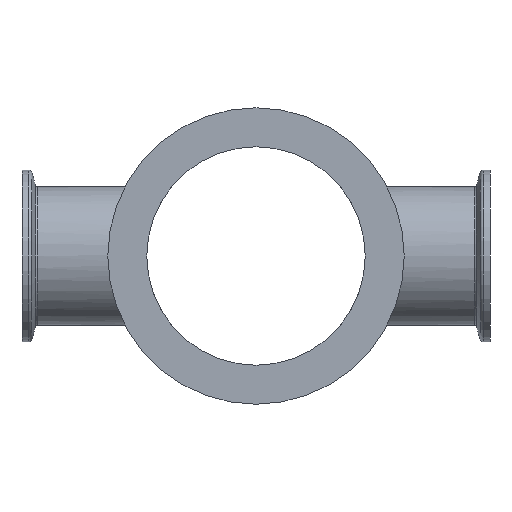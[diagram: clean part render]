
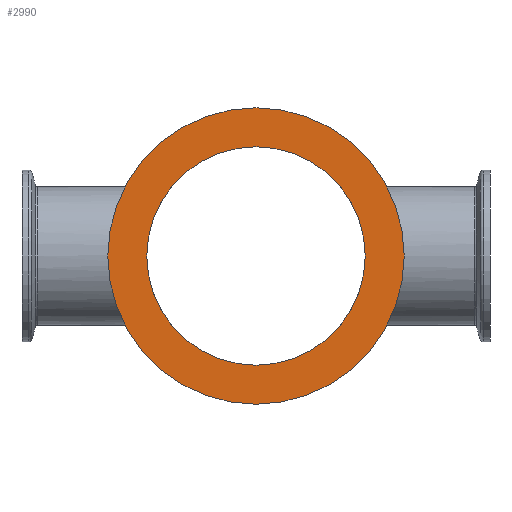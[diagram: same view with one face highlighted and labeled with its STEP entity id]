
A CAD part, left-side view. The second image highlights one B-rep face of the part: STEP entity #2990.
In plain terms, the highlighted planar face has unit normal (-1, 0, 0).
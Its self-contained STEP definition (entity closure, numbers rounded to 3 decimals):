
#5 = CARTESIAN_POINT ( 'NONE',  ( -6., 0., 35. ) ) ;
#18 = FACE_BOUND ( 'NONE', #4044, .T. ) ;
#112 = FACE_OUTER_BOUND ( 'NONE', #4032, .T. ) ;
#283 = VERTEX_POINT ( 'NONE', #5 ) ;
#561 = ORIENTED_EDGE ( 'NONE', *, *, #2790, .T. ) ;
#1040 = CIRCLE ( 'NONE', #2312, 47.5 ) ;
#1054 = ORIENTED_EDGE ( 'NONE', *, *, #3432, .T. ) ;
#1265 = CARTESIAN_POINT ( 'NONE',  ( -6., 0., 47.5 ) ) ;
#1396 = CIRCLE ( 'NONE', #1507, 47.5 ) ;
#1444 = CIRCLE ( 'NONE', #1500, 35. ) ;
#1500 = AXIS2_PLACEMENT_3D ( 'NONE', #2664, #2662, #4036 ) ;
#1507 = AXIS2_PLACEMENT_3D ( 'NONE', #2686, #2684, #2683 ) ;
#1671 = CARTESIAN_POINT ( 'NONE',  ( -6., 0., -35. ) ) ;
#2312 = AXIS2_PLACEMENT_3D ( 'NONE', #3266, #3262, #3272 ) ;
#2573 = DIRECTION ( 'NONE',  ( 0., 0., -1. ) ) ;
#2578 = AXIS2_PLACEMENT_3D ( 'NONE', #2582, #2581, #2573 ) ;
#2581 = DIRECTION ( 'NONE',  ( 1., 0., 0. ) ) ;
#2582 = CARTESIAN_POINT ( 'NONE',  ( -6., 35., 0. ) ) ;
#2598 = AXIS2_PLACEMENT_3D ( 'NONE', #3039, #3048, #3052 ) ;
#2622 = PLANE ( 'NONE',  #2578 ) ;
#2662 = DIRECTION ( 'NONE',  ( -1., 0., 0. ) ) ;
#2664 = CARTESIAN_POINT ( 'NONE',  ( -6., 0., 0. ) ) ;
#2683 = DIRECTION ( 'NONE',  ( 0., 0., 1. ) ) ;
#2684 = DIRECTION ( 'NONE',  ( -1., 0., 0. ) ) ;
#2686 = CARTESIAN_POINT ( 'NONE',  ( -6., 0., 0. ) ) ;
#2710 = CARTESIAN_POINT ( 'NONE',  ( -6., 0., -47.5 ) ) ;
#2729 = EDGE_CURVE ( 'NONE', #3058, #283, #2798, .T. ) ;
#2790 = EDGE_CURVE ( 'NONE', #3787, #2984, #1040, .T. ) ;
#2798 = CIRCLE ( 'NONE', #2598, 35. ) ;
#2984 = VERTEX_POINT ( 'NONE', #2710 ) ;
#2990 = ADVANCED_FACE ( 'NONE', ( #18, #112 ), #2622, .F. ) ;
#3039 = CARTESIAN_POINT ( 'NONE',  ( -6., 0., 0. ) ) ;
#3048 = DIRECTION ( 'NONE',  ( -1., 0., 0. ) ) ;
#3052 = DIRECTION ( 'NONE',  ( 0., 0., 1. ) ) ;
#3058 = VERTEX_POINT ( 'NONE', #1671 ) ;
#3091 = ORIENTED_EDGE ( 'NONE', *, *, #2729, .F. ) ;
#3096 = ORIENTED_EDGE ( 'NONE', *, *, #3437, .F. ) ;
#3262 = DIRECTION ( 'NONE',  ( -1., 0., 0. ) ) ;
#3266 = CARTESIAN_POINT ( 'NONE',  ( -6., 0., 0. ) ) ;
#3272 = DIRECTION ( 'NONE',  ( 0., 0., 1. ) ) ;
#3432 = EDGE_CURVE ( 'NONE', #2984, #3787, #1396, .T. ) ;
#3437 = EDGE_CURVE ( 'NONE', #283, #3058, #1444, .T. ) ;
#3787 = VERTEX_POINT ( 'NONE', #1265 ) ;
#4032 = EDGE_LOOP ( 'NONE', ( #561, #1054 ) ) ;
#4036 = DIRECTION ( 'NONE',  ( 0., 0., 1. ) ) ;
#4044 = EDGE_LOOP ( 'NONE', ( #3096, #3091 ) ) ;
